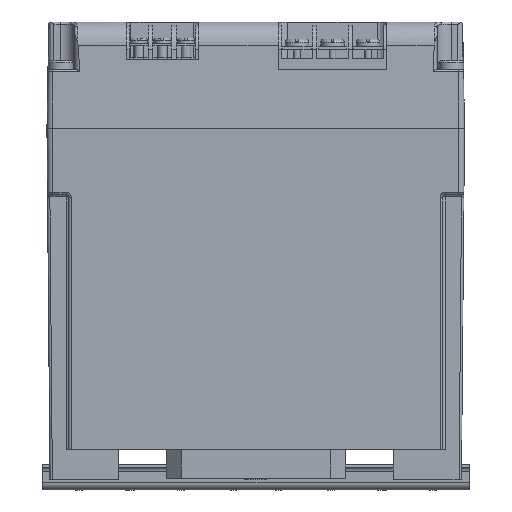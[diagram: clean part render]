
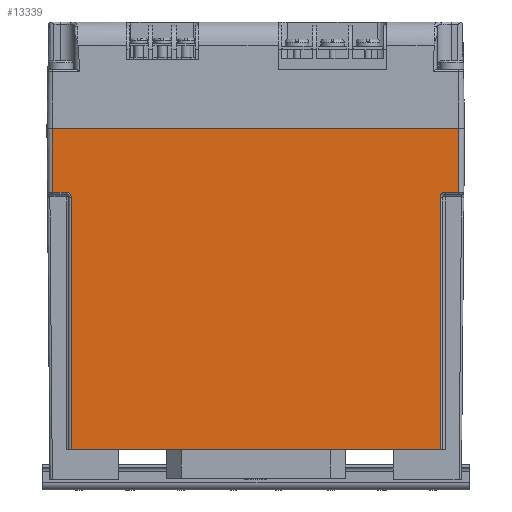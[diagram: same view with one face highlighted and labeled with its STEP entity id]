
A CAD part, front view. The second image highlights one B-rep face of the part: STEP entity #13339.
In plain terms, the highlighted planar face has unit normal (0, -1, -0.009).
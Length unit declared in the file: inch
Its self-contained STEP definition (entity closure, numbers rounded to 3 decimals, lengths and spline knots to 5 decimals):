
#180 = CARTESIAN_POINT ( 'NONE',  ( -1.02061, -1.42759, -0.67522 ) ) ;
#420 = EDGE_CURVE ( 'NONE', #27136, #13610, #11160, .T. ) ;
#649 = ORIENTED_EDGE ( 'NONE', *, *, #31300, .T. ) ;
#832 = VERTEX_POINT ( 'NONE', #23565 ) ;
#1371 = ORIENTED_EDGE ( 'NONE', *, *, #23641, .T. ) ;
#1523 = CARTESIAN_POINT ( 'NONE',  ( -1.0499, -1.42759, -0.67522 ) ) ;
#1907 = EDGE_CURVE ( 'NONE', #5205, #832, #3370, .T. ) ;
#2992 = CARTESIAN_POINT ( 'NONE',  ( -1.19447, -1.42759, -0.67522 ) ) ;
#3076 = CARTESIAN_POINT ( 'NONE',  ( -0.9999, -1.42741, -0.69593 ) ) ;
#3347 = VERTEX_POINT ( 'NONE', #30402 ) ;
#3370 = LINE ( 'NONE', #36816, #9239 ) ;
#3457 = ORIENTED_EDGE ( 'NONE', *, *, #10789, .F. ) ;
#3956 = LINE ( 'NONE', #18380, #11635 ) ;
#5205 = VERTEX_POINT ( 'NONE', #11384 ) ;
#5472 = LINE ( 'NONE', #8452, #27720 ) ;
#5693 = CARTESIAN_POINT ( 'NONE',  ( 2.91444, -1.42759, -0.67522 ) ) ;
#5939 = CARTESIAN_POINT ( 'NONE',  ( -1.0499, -1.42759, -0.67522 ) ) ;
#6011 = LINE ( 'NONE', #10794, #35897 ) ;
#6432 = CARTESIAN_POINT ( 'NONE',  ( -1.19447, -1.40389, -3.39 ) ) ;
#6624 = PLANE ( 'NONE',  #18893 ) ;
#6880 = DIRECTION ( 'NONE',  ( 0., -0.009, 1. ) ) ;
#8452 = CARTESIAN_POINT ( 'NONE',  ( -1.19447, -1.42759, -0.67522 ) ) ;
#8634 = CARTESIAN_POINT ( 'NONE',  ( 2.89373, -1.42741, -0.69593 ) ) ;
#9239 = VECTOR ( 'NONE', #33928, 39.37008 ) ;
#10171 =( BOUNDED_CURVE ( )  B_SPLINE_CURVE ( 3, ( #23073, #5693, #8634, #28895 ),
 .UNSPECIFIED., .F., .T. ) 
 B_SPLINE_CURVE_WITH_KNOTS ( ( 4, 4 ),
 ( 3.14159, 4.71239 ),
 .UNSPECIFIED. ) 
 CURVE ( )  GEOMETRIC_REPRESENTATION_ITEM ( )  RATIONAL_B_SPLINE_CURVE ( ( 1., 0.805, 0.805, 1. ) ) 
 REPRESENTATION_ITEM ( '' )  );
#10543 = ORIENTED_EDGE ( 'NONE', *, *, #13440, .F. ) ;
#10789 = EDGE_CURVE ( 'NONE', #5205, #29283, #10171, .T. ) ;
#10794 = CARTESIAN_POINT ( 'NONE',  ( 2.89373, -1.43348, 0. ) ) ;
#11160 = LINE ( 'NONE', #23380, #13884 ) ;
#11384 = CARTESIAN_POINT ( 'NONE',  ( 2.94373, -1.42759, -0.67522 ) ) ;
#11635 = VECTOR ( 'NONE', #6880, 39.37008 ) ;
#12156 = EDGE_CURVE ( 'NONE', #13610, #20391, #28763, .T. ) ;
#12459 = CARTESIAN_POINT ( 'NONE',  ( -1.19447, -1.43348, 0. ) ) ;
#12840 = VERTEX_POINT ( 'NONE', #26336 ) ;
#13339 = ADVANCED_FACE ( 'NONE', ( #14099 ), #6624, .T. ) ;
#13440 = EDGE_CURVE ( 'NONE', #35771, #3347, #25932, .T. ) ;
#13610 = VERTEX_POINT ( 'NONE', #35389 ) ;
#13747 = LINE ( 'NONE', #18770, #29175 ) ;
#13884 = VECTOR ( 'NONE', #31981, 39.37008 ) ;
#14099 = FACE_OUTER_BOUND ( 'NONE', #28088, .T. ) ;
#15117 = EDGE_CURVE ( 'NONE', #27136, #33294, #16001, .T. ) ;
#15347 = DIRECTION ( 'NONE',  ( 0., 0.009, -1. ) ) ;
#16001 =( BOUNDED_CURVE ( )  B_SPLINE_CURVE ( 3, ( #23325, #3076, #180, #5939 ),
 .UNSPECIFIED., .F., .F. ) 
 B_SPLINE_CURVE_WITH_KNOTS ( ( 4, 4 ),
 ( 4.71239, 6.28319 ),
 .UNSPECIFIED. ) 
 CURVE ( )  GEOMETRIC_REPRESENTATION_ITEM ( )  RATIONAL_B_SPLINE_CURVE ( ( 1., 0.805, 0.805, 1. ) ) 
 REPRESENTATION_ITEM ( '' )  );
#16038 = ORIENTED_EDGE ( 'NONE', *, *, #18281, .T. ) ;
#18164 = VECTOR ( 'NONE', #27269, 39.37008 ) ;
#18281 = EDGE_CURVE ( 'NONE', #832, #12840, #3956, .T. ) ;
#18380 = CARTESIAN_POINT ( 'NONE',  ( 3.0883, -1.43348, 0. ) ) ;
#18668 = ORIENTED_EDGE ( 'NONE', *, *, #12156, .T. ) ;
#18770 = CARTESIAN_POINT ( 'NONE',  ( -1.19447, -1.43348, 0. ) ) ;
#18893 = AXIS2_PLACEMENT_3D ( 'NONE', #12459, #32702, #15347 ) ;
#20391 = VERTEX_POINT ( 'NONE', #35807 ) ;
#22975 = ORIENTED_EDGE ( 'NONE', *, *, #420, .T. ) ;
#23073 = CARTESIAN_POINT ( 'NONE',  ( 2.94373, -1.42759, -0.67522 ) ) ;
#23325 = CARTESIAN_POINT ( 'NONE',  ( -0.9999, -1.42715, -0.72522 ) ) ;
#23380 = CARTESIAN_POINT ( 'NONE',  ( -0.9999, -1.40389, -3.39 ) ) ;
#23565 = CARTESIAN_POINT ( 'NONE',  ( 3.0883, -1.42759, -0.67522 ) ) ;
#23641 = EDGE_CURVE ( 'NONE', #20391, #29283, #6011, .T. ) ;
#24372 = CARTESIAN_POINT ( 'NONE',  ( -1.19447, -1.43348, 0. ) ) ;
#25900 = CARTESIAN_POINT ( 'NONE',  ( -0.9999, -1.42715, -0.72522 ) ) ;
#25932 = LINE ( 'NONE', #24372, #18164 ) ;
#26336 = CARTESIAN_POINT ( 'NONE',  ( 3.0883, -1.43348, 0. ) ) ;
#26737 = DIRECTION ( 'NONE',  ( 1., 0., 0. ) ) ;
#27136 = VERTEX_POINT ( 'NONE', #25900 ) ;
#27269 = DIRECTION ( 'NONE',  ( 0., -0.009, 1. ) ) ;
#27720 = VECTOR ( 'NONE', #28731, 39.37008 ) ;
#28088 = EDGE_LOOP ( 'NONE', ( #10543, #649, #34506, #22975, #18668, #1371, #3457, #33856, #16038, #34985 ) ) ;
#28731 = DIRECTION ( 'NONE',  ( 1., 0., 0. ) ) ;
#28763 = LINE ( 'NONE', #6432, #34603 ) ;
#28895 = CARTESIAN_POINT ( 'NONE',  ( 2.89373, -1.42715, -0.72522 ) ) ;
#29175 = VECTOR ( 'NONE', #35968, 39.37008 ) ;
#29283 = VERTEX_POINT ( 'NONE', #33683 ) ;
#30402 = CARTESIAN_POINT ( 'NONE',  ( -1.19447, -1.43348, 0. ) ) ;
#31047 = DIRECTION ( 'NONE',  ( 0., -0.009, 1. ) ) ;
#31300 = EDGE_CURVE ( 'NONE', #35771, #33294, #5472, .T. ) ;
#31981 = DIRECTION ( 'NONE',  ( 0., 0.009, -1. ) ) ;
#32702 = DIRECTION ( 'NONE',  ( 0., -1., -0.009 ) ) ;
#33294 = VERTEX_POINT ( 'NONE', #1523 ) ;
#33683 = CARTESIAN_POINT ( 'NONE',  ( 2.89373, -1.42715, -0.72522 ) ) ;
#33856 = ORIENTED_EDGE ( 'NONE', *, *, #1907, .T. ) ;
#33928 = DIRECTION ( 'NONE',  ( 1., 0., 0. ) ) ;
#34385 = EDGE_CURVE ( 'NONE', #3347, #12840, #13747, .T. ) ;
#34506 = ORIENTED_EDGE ( 'NONE', *, *, #15117, .F. ) ;
#34603 = VECTOR ( 'NONE', #26737, 39.37008 ) ;
#34985 = ORIENTED_EDGE ( 'NONE', *, *, #34385, .F. ) ;
#35389 = CARTESIAN_POINT ( 'NONE',  ( -0.9999, -1.40389, -3.39 ) ) ;
#35771 = VERTEX_POINT ( 'NONE', #2992 ) ;
#35807 = CARTESIAN_POINT ( 'NONE',  ( 2.89373, -1.40389, -3.39 ) ) ;
#35897 = VECTOR ( 'NONE', #31047, 39.37008 ) ;
#35968 = DIRECTION ( 'NONE',  ( 1., 0., 0. ) ) ;
#36816 = CARTESIAN_POINT ( 'NONE',  ( -1.19447, -1.42759, -0.67522 ) ) ;
